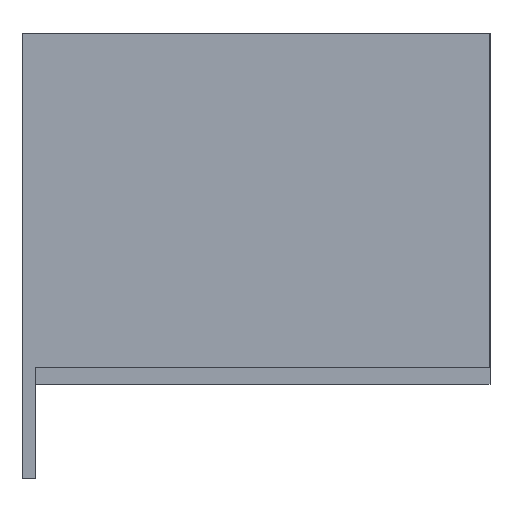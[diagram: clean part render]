
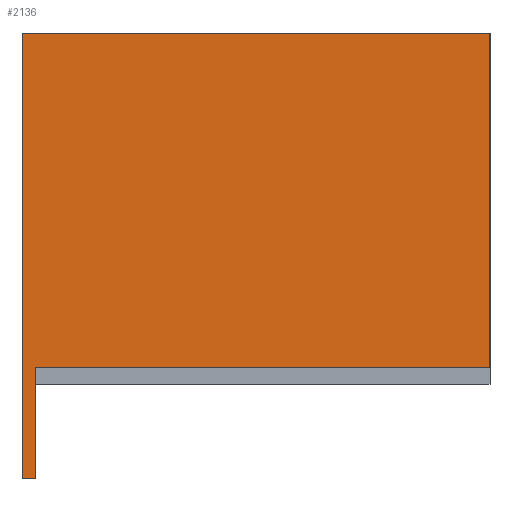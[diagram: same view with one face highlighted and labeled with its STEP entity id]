
A CAD part, left-side view. The second image highlights one B-rep face of the part: STEP entity #2136.
In plain terms, the highlighted planar face has unit normal (-1, 0, 0).
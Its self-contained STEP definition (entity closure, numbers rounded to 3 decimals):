
#2107=AXIS2_PLACEMENT_3D('Plane Axis2P3D',#2104,#2105,#2106) ;
#401=CARTESIAN_POINT('Vertex',(-38.1,68.,48.5)) ;
#406=CARTESIAN_POINT('Line Origine',(-38.1,69.,48.5)) ;
#410=CARTESIAN_POINT('Vertex',(-38.1,70.,48.5)) ;
#437=CARTESIAN_POINT('Line Origine',(-38.1,70.,81.75)) ;
#441=CARTESIAN_POINT('Vertex',(-38.1,70.,115.)) ;
#509=CARTESIAN_POINT('Vertex',(-38.1,68.,65.)) ;
#512=CARTESIAN_POINT('Line Origine',(-38.1,68.,56.75)) ;
#2104=CARTESIAN_POINT('Axis2P3D Location',(-38.1,0.,0.)) ;
#2109=CARTESIAN_POINT('Line Origine',(-38.1,35.,115.)) ;
#2113=CARTESIAN_POINT('Vertex',(-38.1,0.,115.)) ;
#2116=CARTESIAN_POINT('Line Origine',(-38.1,34.,65.)) ;
#2120=CARTESIAN_POINT('Vertex',(-38.1,0.,65.)) ;
#2123=CARTESIAN_POINT('Line Origine',(-38.1,0.,90.)) ;
#407=DIRECTION('Vector Direction',(0.,-1.,0.)) ;
#438=DIRECTION('Vector Direction',(0.,0.,-1.)) ;
#513=DIRECTION('Vector Direction',(0.,0.,1.)) ;
#2105=DIRECTION('Axis2P3D Direction',(1.,0.,0.)) ;
#2106=DIRECTION('Axis2P3D XDirection',(0.,1.,0.)) ;
#2110=DIRECTION('Vector Direction',(0.,1.,0.)) ;
#2117=DIRECTION('Vector Direction',(0.,-1.,0.)) ;
#2124=DIRECTION('Vector Direction',(0.,0.,1.)) ;
#408=VECTOR('Line Direction',#407,1.) ;
#439=VECTOR('Line Direction',#438,1.) ;
#514=VECTOR('Line Direction',#513,1.) ;
#2111=VECTOR('Line Direction',#2110,1.) ;
#2118=VECTOR('Line Direction',#2117,1.) ;
#2125=VECTOR('Line Direction',#2124,1.) ;
#2129=ORIENTED_EDGE('',*,*,#2115,.F.) ;
#2130=ORIENTED_EDGE('',*,*,#443,.F.) ;
#2131=ORIENTED_EDGE('',*,*,#412,.F.) ;
#2132=ORIENTED_EDGE('',*,*,#516,.F.) ;
#2133=ORIENTED_EDGE('',*,*,#2122,.F.) ;
#2134=ORIENTED_EDGE('',*,*,#2127,.F.) ;
#2136=ADVANCED_FACE('Copriterminale alto HTC superiore',(#2135),#2108,.F.) ;
#412=EDGE_CURVE('',#402,#411,#409,.F.) ;
#443=EDGE_CURVE('',#411,#442,#440,.F.) ;
#516=EDGE_CURVE('',#510,#402,#515,.F.) ;
#2115=EDGE_CURVE('',#442,#2114,#2112,.F.) ;
#2122=EDGE_CURVE('',#2121,#510,#2119,.F.) ;
#2127=EDGE_CURVE('',#2114,#2121,#2126,.F.) ;
#2128=EDGE_LOOP('',(#2129,#2130,#2131,#2132,#2133,#2134)) ;
#2135=FACE_OUTER_BOUND('',#2128,.T.) ;
#409=LINE('Line',#406,#408) ;
#440=LINE('Line',#437,#439) ;
#515=LINE('Line',#512,#514) ;
#2112=LINE('Line',#2109,#2111) ;
#2119=LINE('Line',#2116,#2118) ;
#2126=LINE('Line',#2123,#2125) ;
#2108=PLANE('',#2107) ;
#402=VERTEX_POINT('',#401) ;
#411=VERTEX_POINT('',#410) ;
#442=VERTEX_POINT('',#441) ;
#510=VERTEX_POINT('',#509) ;
#2114=VERTEX_POINT('',#2113) ;
#2121=VERTEX_POINT('',#2120) ;
